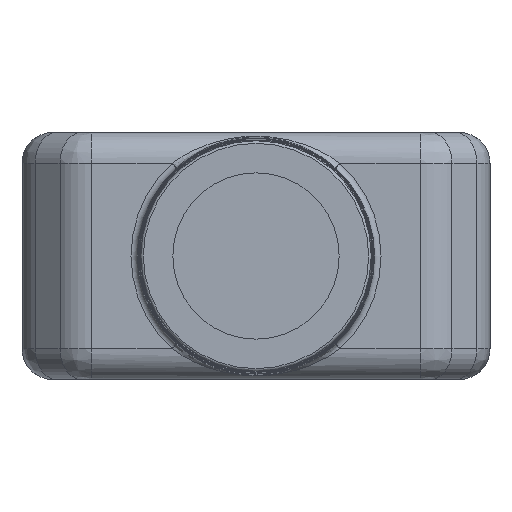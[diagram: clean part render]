
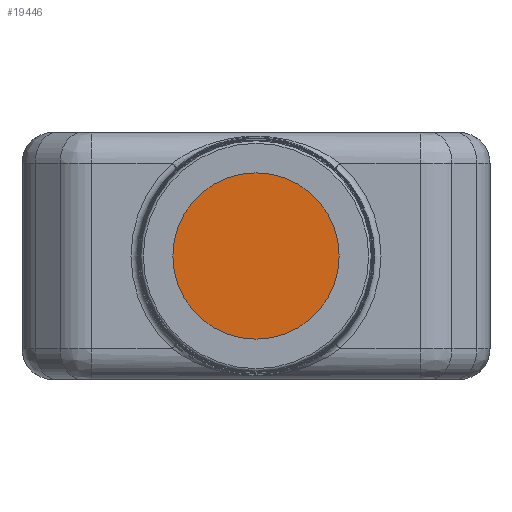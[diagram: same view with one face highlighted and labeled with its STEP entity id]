
A CAD part, front view. The second image highlights one B-rep face of the part: STEP entity #19446.
In plain terms, the highlighted planar face has unit normal (0, -1, 0).
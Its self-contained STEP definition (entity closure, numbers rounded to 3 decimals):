
#963=CIRCLE('',#20981,3.25);
#1890=PLANE('',#20982);
#2663=FACE_OUTER_BOUND('',#3817,.T.);
#3817=EDGE_LOOP('',(#16411));
#9282=VERTEX_POINT('',#31248);
#11731=EDGE_CURVE('',#9282,#9282,#963,.T.);
#16411=ORIENTED_EDGE('',*,*,#11731,.T.);
#19446=ADVANCED_FACE('',(#2663),#1890,.T.);
#20981=AXIS2_PLACEMENT_3D('',#31249,#25253,#25254);
#20982=AXIS2_PLACEMENT_3D('',#31251,#25256,#25257);
#25253=DIRECTION('center_axis',(0.,-1.,0.));
#25254=DIRECTION('ref_axis',(1.,0.,0.));
#25256=DIRECTION('center_axis',(0.,-1.,0.));
#25257=DIRECTION('ref_axis',(1.,0.,0.));
#31248=CARTESIAN_POINT('',(-3.25,-50.12,4.826));
#31249=CARTESIAN_POINT('Origin',(0.,-50.12,4.826));
#31251=CARTESIAN_POINT('Origin',(0.,-50.12,4.826));
